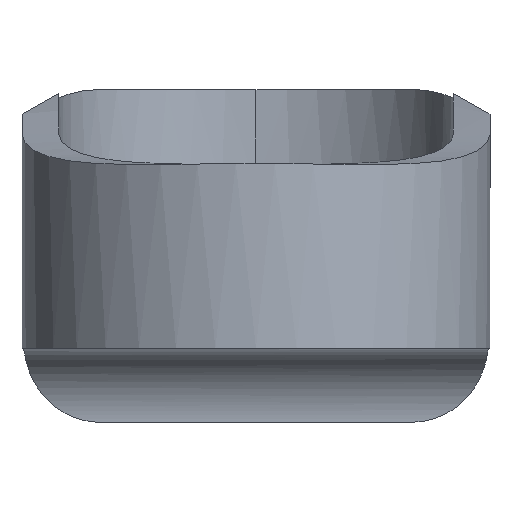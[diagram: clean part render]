
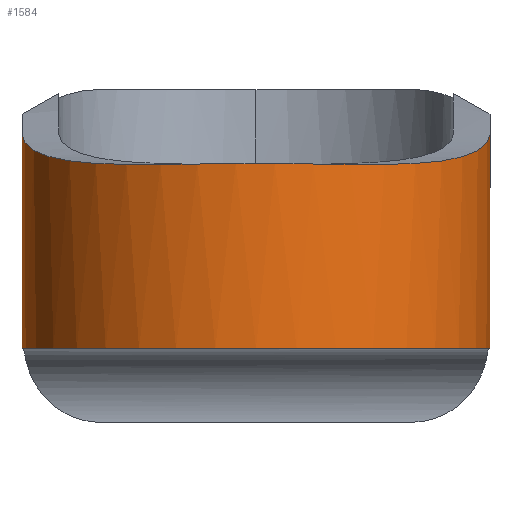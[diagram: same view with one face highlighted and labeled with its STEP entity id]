
A CAD part, front view. The second image highlights one B-rep face of the part: STEP entity #1584.
In plain terms, the highlighted cylindrical face has radius 19 mm (diameter 38 mm), a partial arc.
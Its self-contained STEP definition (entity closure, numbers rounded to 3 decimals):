
#12 = VECTOR ( 'NONE', #316, 1000. ) ;
#31 = DIRECTION ( 'NONE',  ( -1., 0., 0. ) ) ;
#62 = LINE ( 'NONE', #1368, #12 ) ;
#115 = CARTESIAN_POINT ( 'NONE',  ( 17.127, -49.318, 13.651 ) ) ;
#133 = CARTESIAN_POINT ( 'NONE',  ( 2.506, -59.876, 12.992 ) ) ;
#167 = ORIENTED_EDGE ( 'NONE', *, *, #382, .F. ) ;
#175 = CARTESIAN_POINT ( 'NONE',  ( -2.491, -59.847, 12.991 ) ) ;
#184 = DIRECTION ( 'NONE',  ( 0., 0., -1. ) ) ;
#187 = CARTESIAN_POINT ( 'NONE',  ( -13.053, -54.82, 13.019 ) ) ;
#199 = CARTESIAN_POINT ( 'NONE',  ( -9.557, -57.433, 12.929 ) ) ;
#245 = CARTESIAN_POINT ( 'NONE',  ( 0., -41., 11. ) ) ;
#316 = DIRECTION ( 'NONE',  ( 0., 0., 1. ) ) ;
#325 = CARTESIAN_POINT ( 'NONE',  ( 8.467, -58.02, 12.931 ) ) ;
#371 = CARTESIAN_POINT ( 'NONE',  ( 19., -41., 15.395 ) ) ;
#382 = EDGE_CURVE ( 'NONE', #563, #792, #62, .T. ) ;
#384 = CARTESIAN_POINT ( 'NONE',  ( -18.97, -42.227, 15.104 ) ) ;
#386 = VECTOR ( 'NONE', #184, 1000. ) ;
#436 = CARTESIAN_POINT ( 'NONE',  ( -16.508, -50.427, 13.486 ) ) ;
#507 = VERTEX_POINT ( 'NONE', #1633 ) ;
#528 = CARTESIAN_POINT ( 'NONE',  ( 19., -41., 11. ) ) ;
#559 = B_SPLINE_CURVE_WITH_KNOTS ( 'NONE', 3,
 ( #371, #1443, #1226, #1410, #573, #2081, #1616, #115, #1844, #954, #966, #1630, #1801, #2239, #2677, #1585, #1395, #325, #1185, #781, #2035, #767, #1198, #133, #2360, #825, #2772, #175, #1454, #1912, #2562, #851, #1703, #199, #2109, #1466, #2536, #1046, #187, #1900, #1293, #1479, #436, #2096, #2123, #1664, #2321, #640, #2735, #2306, #1268, #384, #813, #1488 ),
 .UNSPECIFIED., .F., .F.,
 ( 4, 2, 2, 2, 2, 2, 2, 2, 2, 2, 2, 2, 2, 2, 2, 2, 2, 2, 2, 2, 2, 2, 2, 2, 2, 2, 4 ),
 ( 0., 0.004, 0.006, 0.007, 0.011, 0.013, 0.015, 0.019, 0.021, 0.022, 0.024, 0.026, 0.03, 0.032, 0.034, 0.037, 0.039, 0.041, 0.043, 0.045, 0.049, 0.05, 0.051, 0.052, 0.056, 0.058, 0.06 ),
 .UNSPECIFIED. ) ;
#563 = VERTEX_POINT ( 'NONE', #2619 ) ;
#573 = CARTESIAN_POINT ( 'NONE',  ( 18.386, -45.829, 14.306 ) ) ;
#640 = CARTESIAN_POINT ( 'NONE',  ( -18.056, -47.042, 14.058 ) ) ;
#708 = CARTESIAN_POINT ( 'NONE',  ( -19., -41., 15.395 ) ) ;
#767 = CARTESIAN_POINT ( 'NONE',  ( 4.969, -59.349, 12.966 ) ) ;
#781 = CARTESIAN_POINT ( 'NONE',  ( 6.754, -58.77, 12.945 ) ) ;
#792 = VERTEX_POINT ( 'NONE', #708 ) ;
#813 = CARTESIAN_POINT ( 'NONE',  ( -19., -41.614, 15.248 ) ) ;
#825 = CARTESIAN_POINT ( 'NONE',  ( -0.607, -60.001, 13. ) ) ;
#851 = CARTESIAN_POINT ( 'NONE',  ( -7.881, -58.3, 12.935 ) ) ;
#853 = EDGE_CURVE ( 'NONE', #1524, #507, #967, .T. ) ;
#954 = CARTESIAN_POINT ( 'NONE',  ( 15.529, -51.965, 13.282 ) ) ;
#966 = CARTESIAN_POINT ( 'NONE',  ( 15.159, -52.471, 13.224 ) ) ;
#967 = LINE ( 'NONE', #528, #386 ) ;
#1046 = CARTESIAN_POINT ( 'NONE',  ( -12.587, -55.246, 12.994 ) ) ;
#1094 = EDGE_CURVE ( 'NONE', #507, #563, #2236, .T. ) ;
#1164 = ORIENTED_EDGE ( 'NONE', *, *, #1237, .T. ) ;
#1185 = CARTESIAN_POINT ( 'NONE',  ( 7.904, -58.289, 12.934 ) ) ;
#1198 = CARTESIAN_POINT ( 'NONE',  ( 4.354, -59.505, 12.973 ) ) ;
#1226 = CARTESIAN_POINT ( 'NONE',  ( 18.882, -43.44, 14.82 ) ) ;
#1237 = EDGE_CURVE ( 'NONE', #1524, #792, #559, .T. ) ;
#1268 = CARTESIAN_POINT ( 'NONE',  ( -18.851, -43.45, 14.823 ) ) ;
#1293 = CARTESIAN_POINT ( 'NONE',  ( -15.166, -52.513, 13.212 ) ) ;
#1312 = FACE_OUTER_BOUND ( 'NONE', #2186, .T. ) ;
#1368 = CARTESIAN_POINT ( 'NONE',  ( -19., -41., 11. ) ) ;
#1382 = AXIS2_PLACEMENT_3D ( 'NONE', #1733, #2594, #31 ) ;
#1395 = CARTESIAN_POINT ( 'NONE',  ( 9.57, -57.426, 12.929 ) ) ;
#1410 = CARTESIAN_POINT ( 'NONE',  ( 18.532, -45.235, 14.431 ) ) ;
#1443 = CARTESIAN_POINT ( 'NONE',  ( 19., -42.229, 15.102 ) ) ;
#1454 = CARTESIAN_POINT ( 'NONE',  ( -3.112, -59.754, 12.986 ) ) ;
#1466 = CARTESIAN_POINT ( 'NONE',  ( -11.125, -56.415, 12.946 ) ) ;
#1479 = CARTESIAN_POINT ( 'NONE',  ( -16.191, -50.961, 13.411 ) ) ;
#1488 = CARTESIAN_POINT ( 'NONE',  ( -19., -41., 15.395 ) ) ;
#1505 = CARTESIAN_POINT ( 'NONE',  ( 19., -41., 15.395 ) ) ;
#1524 = VERTEX_POINT ( 'NONE', #1505 ) ;
#1584 = ADVANCED_FACE ( 'NONE', ( #1312 ), #2115, .T. ) ;
#1585 = CARTESIAN_POINT ( 'NONE',  ( 10.111, -57.098, 12.932 ) ) ;
#1616 = CARTESIAN_POINT ( 'NONE',  ( 17.827, -47.6, 13.958 ) ) ;
#1630 = CARTESIAN_POINT ( 'NONE',  ( 14.367, -53.449, 13.125 ) ) ;
#1633 = CARTESIAN_POINT ( 'NONE',  ( 19., -41., -2. ) ) ;
#1664 = CARTESIAN_POINT ( 'NONE',  ( -17.348, -48.755, 13.753 ) ) ;
#1703 = CARTESIAN_POINT ( 'NONE',  ( -8.454, -58.027, 12.931 ) ) ;
#1727 = ORIENTED_EDGE ( 'NONE', *, *, #1094, .F. ) ;
#1733 = CARTESIAN_POINT ( 'NONE',  ( 0., -41., -2. ) ) ;
#1801 = CARTESIAN_POINT ( 'NONE',  ( 13.949, -53.915, 13.085 ) ) ;
#1844 = CARTESIAN_POINT ( 'NONE',  ( 16.553, -50.41, 13.482 ) ) ;
#1897 = ORIENTED_EDGE ( 'NONE', *, *, #853, .F. ) ;
#1900 = CARTESIAN_POINT ( 'NONE',  ( -14.383, -53.479, 13.116 ) ) ;
#1912 = CARTESIAN_POINT ( 'NONE',  ( -4.949, -59.387, 12.967 ) ) ;
#2035 = CARTESIAN_POINT ( 'NONE',  ( 6.167, -58.982, 12.952 ) ) ;
#2081 = CARTESIAN_POINT ( 'NONE',  ( 18.035, -47.011, 14.07 ) ) ;
#2096 = CARTESIAN_POINT ( 'NONE',  ( -16.945, -49.599, 13.614 ) ) ;
#2109 = CARTESIAN_POINT ( 'NONE',  ( -10.092, -57.11, 12.931 ) ) ;
#2115 = CYLINDRICAL_SURFACE ( 'NONE', #2496, 19. ) ;
#2123 = CARTESIAN_POINT ( 'NONE',  ( -17.085, -49.319, 13.659 ) ) ;
#2186 = EDGE_LOOP ( 'NONE', ( #167, #1727, #1897, #1164 ) ) ;
#2236 = CIRCLE ( 'NONE', #1382, 19. ) ;
#2239 = CARTESIAN_POINT ( 'NONE',  ( 12.634, -55.245, 12.987 ) ) ;
#2306 = CARTESIAN_POINT ( 'NONE',  ( -18.762, -44.062, 14.685 ) ) ;
#2321 = CARTESIAN_POINT ( 'NONE',  ( -17.472, -48.471, 13.802 ) ) ;
#2326 = DIRECTION ( 'NONE',  ( -1., 0., 0. ) ) ;
#2360 = CARTESIAN_POINT ( 'NONE',  ( 1.266, -59.999, 13. ) ) ;
#2496 = AXIS2_PLACEMENT_3D ( 'NONE', #245, #2579, #2326 ) ;
#2536 = CARTESIAN_POINT ( 'NONE',  ( -11.624, -56.042, 12.957 ) ) ;
#2562 = CARTESIAN_POINT ( 'NONE',  ( -6.142, -59.024, 12.951 ) ) ;
#2579 = DIRECTION ( 'NONE',  ( 0., 0., -1. ) ) ;
#2594 = DIRECTION ( 'NONE',  ( 0., 0., -1. ) ) ;
#2619 = CARTESIAN_POINT ( 'NONE',  ( -19., -41., -2. ) ) ;
#2677 = CARTESIAN_POINT ( 'NONE',  ( 11.676, -56.042, 12.953 ) ) ;
#2735 = CARTESIAN_POINT ( 'NONE',  ( -18.407, -45.869, 14.293 ) ) ;
#2772 = CARTESIAN_POINT ( 'NONE',  ( -1.234, -59.97, 12.998 ) ) ;
